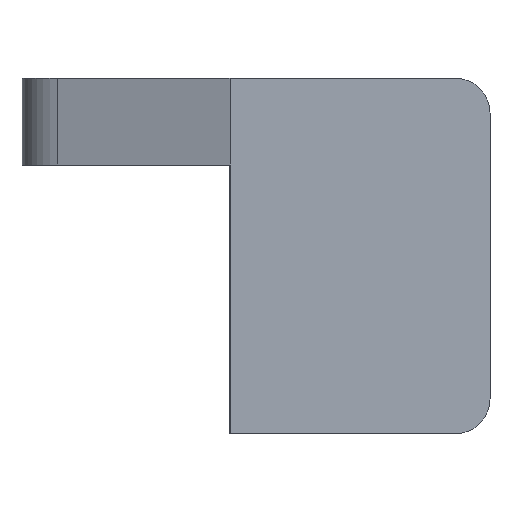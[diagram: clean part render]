
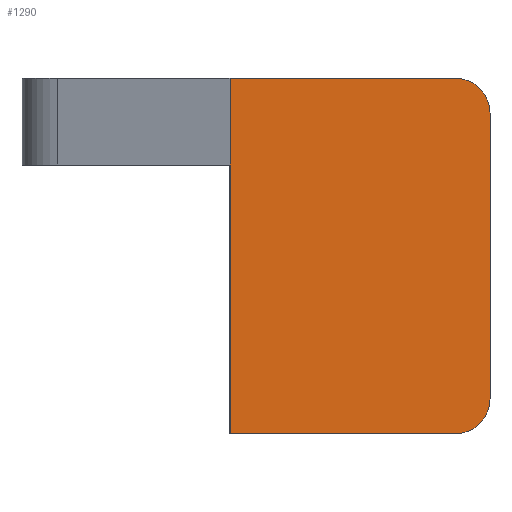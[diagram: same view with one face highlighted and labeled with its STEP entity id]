
A CAD part, front view. The second image highlights one B-rep face of the part: STEP entity #1290.
In plain terms, the highlighted planar face has unit normal (0, -1, 0).
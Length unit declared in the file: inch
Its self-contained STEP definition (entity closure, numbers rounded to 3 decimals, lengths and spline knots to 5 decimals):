
#44 = CARTESIAN_POINT ( 'NONE',  ( 0., -1.4, 2.05 ) ) ;
#60 = EDGE_CURVE ( 'NONE', #1232, #696, #408, .T. ) ;
#92 = VECTOR ( 'NONE', #1248, 39.37008 ) ;
#135 = CARTESIAN_POINT ( 'NONE',  ( 1.5, -1.4, 1.85 ) ) ;
#157 = VECTOR ( 'NONE', #449, 39.37008 ) ;
#176 = AXIS2_PLACEMENT_3D ( 'NONE', #292, #294, #295 ) ;
#292 = CARTESIAN_POINT ( 'NONE',  ( 1.3, -1.4, 1.85 ) ) ;
#294 = DIRECTION ( 'NONE',  ( 0., -1., 0. ) ) ;
#295 = DIRECTION ( 'NONE',  ( 0., 0., 1. ) ) ;
#356 = VERTEX_POINT ( 'NONE', #44 ) ;
#381 = ORIENTED_EDGE ( 'NONE', *, *, #669, .T. ) ;
#400 = CARTESIAN_POINT ( 'NONE',  ( 0., -1.4, 2.05 ) ) ;
#403 = ORIENTED_EDGE ( 'NONE', *, *, #1064, .F. ) ;
#408 = LINE ( 'NONE', #1358, #92 ) ;
#414 = CARTESIAN_POINT ( 'NONE',  ( 0., -1.4, 0. ) ) ;
#442 = CARTESIAN_POINT ( 'NONE',  ( 0., -1.4, 0. ) ) ;
#449 = DIRECTION ( 'NONE',  ( 1., 0., 0. ) ) ;
#459 = DIRECTION ( 'NONE',  ( 0., 0., -1. ) ) ;
#498 = CARTESIAN_POINT ( 'NONE',  ( 1.5, -1.4, 2.05 ) ) ;
#536 = VERTEX_POINT ( 'NONE', #135 ) ;
#581 = VECTOR ( 'NONE', #459, 39.37008 ) ;
#583 = LINE ( 'NONE', #498, #581 ) ;
#611 = CARTESIAN_POINT ( 'NONE',  ( 0., -1.4, 1.55 ) ) ;
#613 = CARTESIAN_POINT ( 'NONE',  ( 1.3, -1.4, 0. ) ) ;
#669 = EDGE_CURVE ( 'NONE', #536, #1381, #827, .T. ) ;
#687 = DIRECTION ( 'NONE',  ( 1., 0., 0. ) ) ;
#696 = VERTEX_POINT ( 'NONE', #414 ) ;
#703 = CARTESIAN_POINT ( 'NONE',  ( 0., -1.4, 2.05 ) ) ;
#729 = CARTESIAN_POINT ( 'NONE',  ( 0., -1.4, 2.05 ) ) ;
#732 = PLANE ( 'NONE',  #805 ) ;
#734 = DIRECTION ( 'NONE',  ( 0., 0., 1. ) ) ;
#805 = AXIS2_PLACEMENT_3D ( 'NONE', #729, #810, #734 ) ;
#810 = DIRECTION ( 'NONE',  ( 0., 1., 0. ) ) ;
#827 = CIRCLE ( 'NONE', #176, 0.2 ) ;
#881 = EDGE_CURVE ( 'NONE', #1215, #1384, #1110, .T. ) ;
#891 = CARTESIAN_POINT ( 'NONE',  ( 1.5, -1.4, 0.2 ) ) ;
#893 = CARTESIAN_POINT ( 'NONE',  ( 1.3, -1.4, 2.05 ) ) ;
#933 = ORIENTED_EDGE ( 'NONE', *, *, #965, .T. ) ;
#965 = EDGE_CURVE ( 'NONE', #356, #1232, #1192, .T. ) ;
#990 = AXIS2_PLACEMENT_3D ( 'NONE', #1214, #1025, #1023 ) ;
#1010 = EDGE_CURVE ( 'NONE', #696, #1215, #1242, .T. ) ;
#1023 = DIRECTION ( 'NONE',  ( 0., 0., 1. ) ) ;
#1025 = DIRECTION ( 'NONE',  ( 0., -1., 0. ) ) ;
#1064 = EDGE_CURVE ( 'NONE', #536, #1384, #583, .T. ) ;
#1107 = EDGE_LOOP ( 'NONE', ( #1247, #1194, #403, #381, #1167, #933, #1218 ) ) ;
#1110 = CIRCLE ( 'NONE', #990, 0.2 ) ;
#1115 = DIRECTION ( 'NONE',  ( 0., 0., -1. ) ) ;
#1167 = ORIENTED_EDGE ( 'NONE', *, *, #1273, .F. ) ;
#1188 = VECTOR ( 'NONE', #1115, 39.37008 ) ;
#1192 = LINE ( 'NONE', #400, #1188 ) ;
#1194 = ORIENTED_EDGE ( 'NONE', *, *, #881, .T. ) ;
#1214 = CARTESIAN_POINT ( 'NONE',  ( 1.3, -1.4, 0.2 ) ) ;
#1215 = VERTEX_POINT ( 'NONE', #613 ) ;
#1218 = ORIENTED_EDGE ( 'NONE', *, *, #60, .T. ) ;
#1232 = VERTEX_POINT ( 'NONE', #611 ) ;
#1242 = LINE ( 'NONE', #442, #157 ) ;
#1247 = ORIENTED_EDGE ( 'NONE', *, *, #1010, .T. ) ;
#1248 = DIRECTION ( 'NONE',  ( 0., 0., -1. ) ) ;
#1266 = VECTOR ( 'NONE', #687, 39.37008 ) ;
#1267 = LINE ( 'NONE', #703, #1266 ) ;
#1273 = EDGE_CURVE ( 'NONE', #356, #1381, #1267, .T. ) ;
#1290 = ADVANCED_FACE ( 'NONE', ( #1314 ), #732, .F. ) ;
#1314 = FACE_OUTER_BOUND ( 'NONE', #1107, .T. ) ;
#1358 = CARTESIAN_POINT ( 'NONE',  ( 0., -1.4, 2.05 ) ) ;
#1381 = VERTEX_POINT ( 'NONE', #893 ) ;
#1384 = VERTEX_POINT ( 'NONE', #891 ) ;
